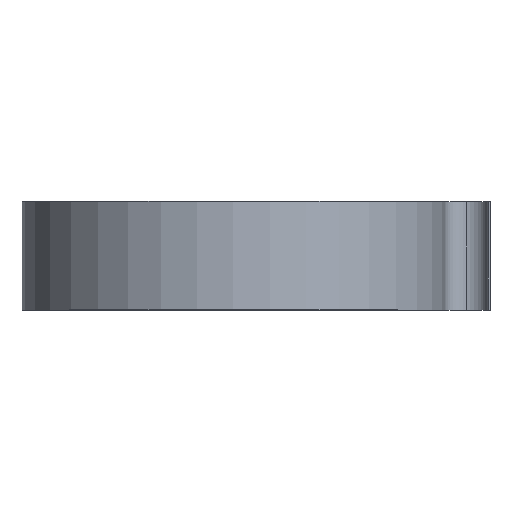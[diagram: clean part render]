
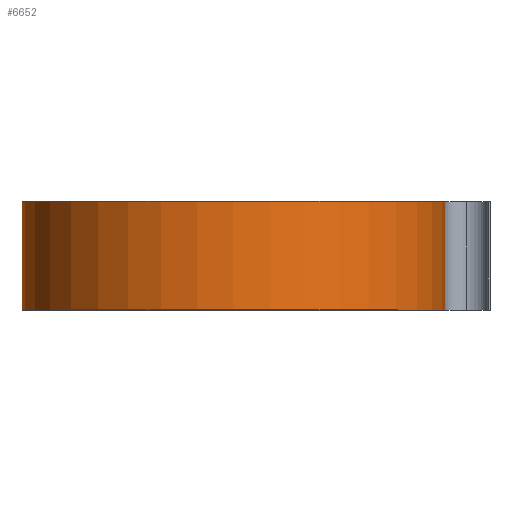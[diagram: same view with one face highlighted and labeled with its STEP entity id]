
A CAD part, top view. The second image highlights one B-rep face of the part: STEP entity #6652.
In plain terms, the highlighted cylindrical face has radius 19.5 mm (diameter 39 mm), a partial arc.
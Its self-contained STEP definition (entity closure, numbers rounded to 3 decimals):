
#108 = DIRECTION ( 'NONE',  ( 1., 0., 0. ) ) ;
#115 = DIRECTION ( 'NONE',  ( 0., -1., 0. ) ) ;
#305 = EDGE_CURVE ( 'NONE', #498, #2216, #3218, .T. ) ;
#498 = VERTEX_POINT ( 'NONE', #1355 ) ;
#614 = CARTESIAN_POINT ( 'NONE',  ( 0., 10., 0. ) ) ;
#668 = DIRECTION ( 'NONE',  ( 0., 1., 0. ) ) ;
#682 = CARTESIAN_POINT ( 'NONE',  ( 0., 0., 0. ) ) ;
#745 = CYLINDRICAL_SURFACE ( 'NONE', #2133, 19.5 ) ;
#786 = EDGE_CURVE ( 'NONE', #498, #1695, #4288, .T. ) ;
#1220 = DIRECTION ( 'NONE',  ( 0., -1., 0. ) ) ;
#1263 = ORIENTED_EDGE ( 'NONE', *, *, #6320, .F. ) ;
#1355 = CARTESIAN_POINT ( 'NONE',  ( -19.5, 10., 0. ) ) ;
#1387 = ORIENTED_EDGE ( 'NONE', *, *, #786, .F. ) ;
#1490 = ORIENTED_EDGE ( 'NONE', *, *, #305, .T. ) ;
#1572 = VERTEX_POINT ( 'NONE', #5504 ) ;
#1695 = VERTEX_POINT ( 'NONE', #6089 ) ;
#2133 = AXIS2_PLACEMENT_3D ( 'NONE', #2745, #1220, #4441 ) ;
#2216 = VERTEX_POINT ( 'NONE', #3024 ) ;
#2369 = DIRECTION ( 'NONE',  ( 1., 0., 0. ) ) ;
#2745 = CARTESIAN_POINT ( 'NONE',  ( 0., 10., 0. ) ) ;
#2983 = VECTOR ( 'NONE', #115, 1000. ) ;
#3024 = CARTESIAN_POINT ( 'NONE',  ( -19.5, 0., 0. ) ) ;
#3218 = LINE ( 'NONE', #4279, #2983 ) ;
#3574 = ORIENTED_EDGE ( 'NONE', *, *, #6606, .T. ) ;
#3790 = DIRECTION ( 'NONE',  ( 0., 1., 0. ) ) ;
#4279 = CARTESIAN_POINT ( 'NONE',  ( -19.5, 10., 0. ) ) ;
#4288 = CIRCLE ( 'NONE', #5698, 19.5 ) ;
#4441 = DIRECTION ( 'NONE',  ( 0., 0., -1. ) ) ;
#4490 = LINE ( 'NONE', #6594, #6642 ) ;
#5047 = CIRCLE ( 'NONE', #6463, 19.5 ) ;
#5094 = DIRECTION ( 'NONE',  ( 0., -1., 0. ) ) ;
#5501 = EDGE_LOOP ( 'NONE', ( #3574, #1263, #1387, #1490 ) ) ;
#5504 = CARTESIAN_POINT ( 'NONE',  ( 19.5, 0., 0. ) ) ;
#5698 = AXIS2_PLACEMENT_3D ( 'NONE', #614, #668, #108 ) ;
#5866 = FACE_OUTER_BOUND ( 'NONE', #5501, .T. ) ;
#6089 = CARTESIAN_POINT ( 'NONE',  ( 19.5, 10., 0. ) ) ;
#6320 = EDGE_CURVE ( 'NONE', #1695, #1572, #4490, .T. ) ;
#6463 = AXIS2_PLACEMENT_3D ( 'NONE', #682, #3790, #2369 ) ;
#6594 = CARTESIAN_POINT ( 'NONE',  ( 19.5, 10., 0. ) ) ;
#6606 = EDGE_CURVE ( 'NONE', #2216, #1572, #5047, .T. ) ;
#6642 = VECTOR ( 'NONE', #5094, 1000. ) ;
#6652 = ADVANCED_FACE ( 'NONE', ( #5866 ), #745, .T. ) ;
